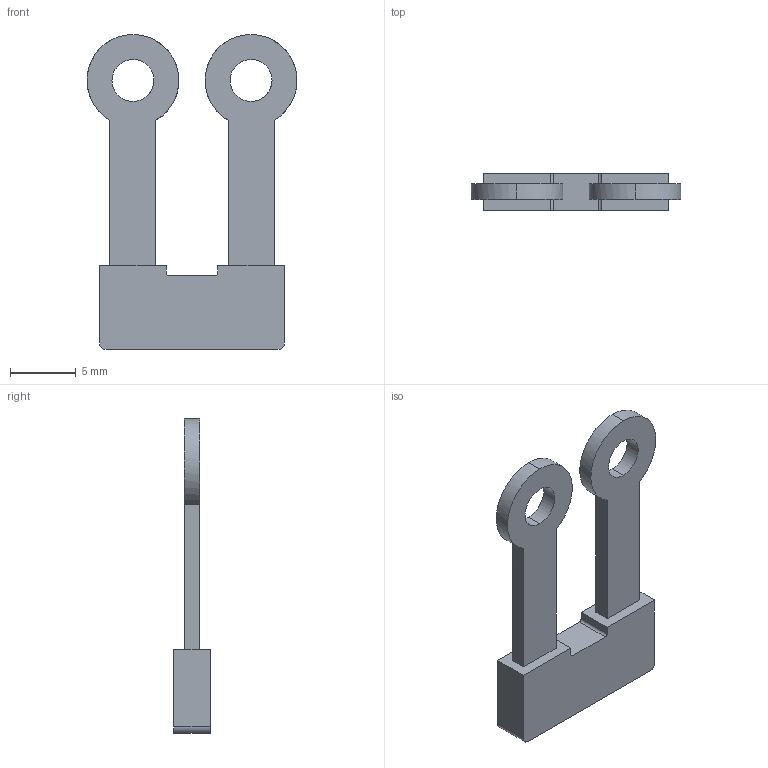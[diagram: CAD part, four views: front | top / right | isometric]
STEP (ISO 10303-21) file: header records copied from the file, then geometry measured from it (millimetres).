
FILE_DESCRIPTION(('CATIA V5 STEP Exchange','CAx-IF Rec.Pracs.--- Model Styling and Organization---1.4--- 2014-01-23'),'2;1');
FILE_NAME ('D1463465_0', '2020-07-28T04:42:55+00:00', ('none'), ('Weidmueller'), 'CATIA Version 5-6 Release 2016 SP3 HF44', 'CATIA V5 STEP AP214', 'none');
FILE_SCHEMA(('AUTOMOTIVE_DESIGN { 1 0 10303 214 1 1 1 1 }'));
Length unit declared in the file: millimetre
Products named in the file (1): 2615110000
Bounding box: 16 x 2.8 x 24 mm (x, y, z)
Volume: 407.1 mm3; surface area: 693.6 mm2
Topology: 3 solids, 3 shells, 32 faces, 86 edges, 60 vertices
Faces by surface type: plane 20, cylinder 12
Entity records: 1150 total; most frequent: CARTESIAN_POINT 330, ORIENTED_EDGE 172, DIRECTION 132, EDGE_CURVE 86, VERTEX_POINT 60, VECTOR 54, LINE 54, AXIS2_PLACEMENT_3D 48
